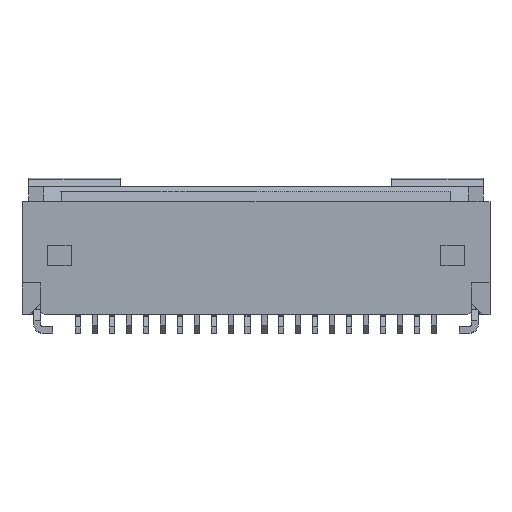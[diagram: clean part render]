
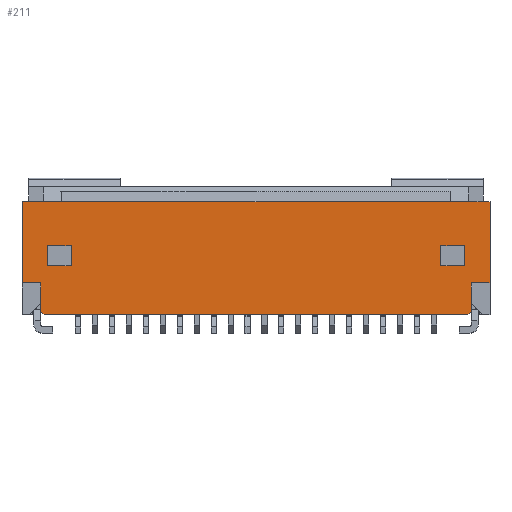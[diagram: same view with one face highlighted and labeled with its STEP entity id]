
A CAD part, top view. The second image highlights one B-rep face of the part: STEP entity #211.
In plain terms, the highlighted planar face has unit normal (0, 0, 1).
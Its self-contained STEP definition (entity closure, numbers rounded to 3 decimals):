
#211=ADVANCED_FACE('',(#1254,#1255,#1256),#1257,.T.);
#1254=FACE_OUTER_BOUND('',#3141,.T.);
#1255=FACE_BOUND('',#3142,.T.);
#1256=FACE_BOUND('',#3143,.T.);
#1257=PLANE('',#3144);
#3141=EDGE_LOOP('',(#5438,#5439,#5440,#5441,#5442,#5443,#5444,#5445,#5446,#5447,#5448,#5449,#5450,#5451));
#3142=EDGE_LOOP('',(#5452,#5453,#5454,#5455));
#3143=EDGE_LOOP('',(#5456,#5457,#5458,#5459));
#3144=AXIS2_PLACEMENT_3D('',#5460,#5461,#5462);
#5438=ORIENTED_EDGE('',*,*,#13430,.F.);
#5439=ORIENTED_EDGE('',*,*,#13431,.T.);
#5440=ORIENTED_EDGE('',*,*,#13237,.T.);
#5441=ORIENTED_EDGE('',*,*,#13432,.T.);
#5442=ORIENTED_EDGE('',*,*,#13433,.T.);
#5443=ORIENTED_EDGE('',*,*,#13434,.T.);
#5444=ORIENTED_EDGE('',*,*,#13435,.T.);
#5445=ORIENTED_EDGE('',*,*,#13424,.T.);
#5446=ORIENTED_EDGE('',*,*,#13365,.F.);
#5447=ORIENTED_EDGE('',*,*,#13436,.F.);
#5448=ORIENTED_EDGE('',*,*,#13201,.T.);
#5449=ORIENTED_EDGE('',*,*,#13421,.T.);
#5450=ORIENTED_EDGE('',*,*,#13437,.F.);
#5451=ORIENTED_EDGE('',*,*,#13438,.F.);
#5452=ORIENTED_EDGE('',*,*,#13439,.F.);
#5453=ORIENTED_EDGE('',*,*,#13440,.F.);
#5454=ORIENTED_EDGE('',*,*,#13441,.T.);
#5455=ORIENTED_EDGE('',*,*,#13442,.T.);
#5456=ORIENTED_EDGE('',*,*,#13443,.F.);
#5457=ORIENTED_EDGE('',*,*,#13444,.F.);
#5458=ORIENTED_EDGE('',*,*,#13445,.T.);
#5459=ORIENTED_EDGE('',*,*,#13446,.T.);
#5460=CARTESIAN_POINT('',(-6.9,3.34,1.4));
#5461=DIRECTION('',(0.0,0.0,1.0));
#5462=DIRECTION('',(1.0,0.0,0.0));
#13201=EDGE_CURVE('',#16110,#16108,#16111,.T.);
#13237=EDGE_CURVE('',#16178,#16179,#16180,.T.);
#13365=EDGE_CURVE('',#16425,#16427,#16428,.T.);
#13421=EDGE_CURVE('',#16108,#16523,#16525,.T.);
#13424=EDGE_CURVE('',#16527,#16427,#16530,.T.);
#13430=EDGE_CURVE('',#16539,#16540,#16541,.T.);
#13431=EDGE_CURVE('',#16539,#16178,#16542,.T.);
#13432=EDGE_CURVE('',#16179,#16543,#16544,.T.);
#13433=EDGE_CURVE('',#16543,#16545,#16546,.T.);
#13434=EDGE_CURVE('',#16545,#16547,#16548,.T.);
#13435=EDGE_CURVE('',#16547,#16527,#16549,.T.);
#13436=EDGE_CURVE('',#16110,#16425,#16550,.T.);
#13437=EDGE_CURVE('',#16551,#16523,#16552,.T.);
#13438=EDGE_CURVE('',#16540,#16551,#16553,.T.);
#13439=EDGE_CURVE('',#16554,#16555,#16556,.T.);
#13440=EDGE_CURVE('',#16557,#16554,#16558,.T.);
#13441=EDGE_CURVE('',#16557,#16559,#16560,.T.);
#13442=EDGE_CURVE('',#16559,#16555,#16561,.T.);
#13443=EDGE_CURVE('',#16562,#16563,#16564,.T.);
#13444=EDGE_CURVE('',#16565,#16562,#16566,.T.);
#13445=EDGE_CURVE('',#16565,#16567,#16568,.T.);
#13446=EDGE_CURVE('',#16567,#16563,#16569,.T.);
#16108=VERTEX_POINT('',#20647);
#16110=VERTEX_POINT('',#20650);
#16111=LINE('',#20651,#20652);
#16178=VERTEX_POINT('',#20753);
#16179=VERTEX_POINT('',#20754);
#16180=LINE('',#20755,#20756);
#16425=VERTEX_POINT('',#21126);
#16427=VERTEX_POINT('',#21129);
#16428=LINE('',#21130,#21131);
#16523=VERTEX_POINT('',#21280);
#16525=LINE('',#21283,#21284);
#16527=VERTEX_POINT('',#21286);
#16530=LINE('',#21291,#21292);
#16539=VERTEX_POINT('',#21306);
#16540=VERTEX_POINT('',#21307);
#16541=LINE('',#21308,#21309);
#16542=LINE('',#21310,#21311);
#16543=VERTEX_POINT('',#21312);
#16544=LINE('',#21313,#21314);
#16545=VERTEX_POINT('',#21315);
#16546=LINE('',#21316,#21317);
#16547=VERTEX_POINT('',#21318);
#16548=LINE('',#21319,#21320);
#16549=LINE('',#21321,#21322);
#16550=LINE('',#21323,#21324);
#16551=VERTEX_POINT('',#21325);
#16552=LINE('',#21326,#21327);
#16553=LINE('',#21328,#21329);
#16554=VERTEX_POINT('',#21330);
#16555=VERTEX_POINT('',#21331);
#16556=LINE('',#21332,#21333);
#16557=VERTEX_POINT('',#21334);
#16558=LINE('',#21335,#21336);
#16559=VERTEX_POINT('',#21337);
#16560=LINE('',#21338,#21339);
#16561=LINE('',#21340,#21341);
#16562=VERTEX_POINT('',#21342);
#16563=VERTEX_POINT('',#21343);
#16564=LINE('',#21344,#21345);
#16565=VERTEX_POINT('',#21346);
#16566=LINE('',#21347,#21348);
#16567=VERTEX_POINT('',#21349);
#16568=LINE('',#21350,#21351);
#16569=LINE('',#21352,#21353);
#20647=CARTESIAN_POINT('',(-6.9,0.94,1.4));
#20650=CARTESIAN_POINT('',(-6.9,3.34,1.4));
#20651=CARTESIAN_POINT('',(-6.9,3.34,1.4));
#20652=VECTOR('',#27579,2.4);
#20753=CARTESIAN_POINT('',(-6.25,0.0,1.4));
#20754=CARTESIAN_POINT('',(6.25,0.0,1.4));
#20755=CARTESIAN_POINT('',(-6.25,0.0,1.4));
#20756=VECTOR('',#27617,12.5);
#21126=CARTESIAN_POINT('',(6.9,3.34,1.4));
#21129=CARTESIAN_POINT('',(6.9,0.94,1.4));
#21130=CARTESIAN_POINT('',(6.9,3.34,1.4));
#21131=VECTOR('',#27747,2.4);
#21280=CARTESIAN_POINT('',(-6.35,0.94,1.4));
#21283=CARTESIAN_POINT('',(-6.9,0.94,1.4));
#21284=VECTOR('',#27803,0.55);
#21286=CARTESIAN_POINT('',(6.35,0.94,1.4));
#21291=CARTESIAN_POINT('',(6.35,0.94,1.4));
#21292=VECTOR('',#27806,0.55);
#21306=CARTESIAN_POINT('',(-6.35,0.1,1.4));
#21307=CARTESIAN_POINT('',(-6.35,0.17,1.4));
#21308=CARTESIAN_POINT('',(-6.35,0.1,1.4));
#21309=VECTOR('',#27812,0.07);
#21310=CARTESIAN_POINT('',(-6.35,0.1,1.4));
#21311=VECTOR('',#27813,0.141);
#21312=CARTESIAN_POINT('',(6.35,0.1,1.4));
#21313=CARTESIAN_POINT('',(6.25,0.0,1.4));
#21314=VECTOR('',#27814,0.141);
#21315=CARTESIAN_POINT('',(6.35,0.17,1.4));
#21316=CARTESIAN_POINT('',(6.35,0.1,1.4));
#21317=VECTOR('',#27815,0.07);
#21318=CARTESIAN_POINT('',(6.35,0.34,1.4));
#21319=CARTESIAN_POINT('',(6.35,0.17,1.4));
#21320=VECTOR('',#27816,0.17);
#21321=CARTESIAN_POINT('',(6.35,0.34,1.4));
#21322=VECTOR('',#27817,0.6);
#21323=CARTESIAN_POINT('',(-6.9,3.34,1.4));
#21324=VECTOR('',#27818,13.8);
#21325=CARTESIAN_POINT('',(-6.35,0.34,1.4));
#21326=CARTESIAN_POINT('',(-6.35,0.34,1.4));
#21327=VECTOR('',#27819,0.6);
#21328=CARTESIAN_POINT('',(-6.35,0.17,1.4));
#21329=VECTOR('',#27820,0.17);
#21330=CARTESIAN_POINT('',(6.15,1.44,1.4));
#21331=CARTESIAN_POINT('',(6.15,2.04,1.4));
#21332=CARTESIAN_POINT('',(6.15,1.44,1.4));
#21333=VECTOR('',#27821,0.6);
#21334=CARTESIAN_POINT('',(5.45,1.44,1.4));
#21335=CARTESIAN_POINT('',(5.45,1.44,1.4));
#21336=VECTOR('',#27822,0.7);
#21337=CARTESIAN_POINT('',(5.45,2.04,1.4));
#21338=CARTESIAN_POINT('',(5.45,1.44,1.4));
#21339=VECTOR('',#27823,0.6);
#21340=CARTESIAN_POINT('',(5.45,2.04,1.4));
#21341=VECTOR('',#27824,0.7);
#21342=CARTESIAN_POINT('',(-5.45,1.44,1.4));
#21343=CARTESIAN_POINT('',(-5.45,2.04,1.4));
#21344=CARTESIAN_POINT('',(-5.45,1.44,1.4));
#21345=VECTOR('',#27825,0.6);
#21346=CARTESIAN_POINT('',(-6.15,1.44,1.4));
#21347=CARTESIAN_POINT('',(-6.15,1.44,1.4));
#21348=VECTOR('',#27826,0.7);
#21349=CARTESIAN_POINT('',(-6.15,2.04,1.4));
#21350=CARTESIAN_POINT('',(-6.15,1.44,1.4));
#21351=VECTOR('',#27827,0.6);
#21352=CARTESIAN_POINT('',(-6.15,2.04,1.4));
#21353=VECTOR('',#27828,0.7);
#27579=DIRECTION('',(0.0,-1.0,0.0));
#27617=DIRECTION('',(1.0,0.0,0.0));
#27747=DIRECTION('',(0.0,-1.0,0.0));
#27803=DIRECTION('',(1.0,0.0,0.0));
#27806=DIRECTION('',(1.0,0.0,0.0));
#27812=DIRECTION('',(0.,1.0,0.0));
#27813=DIRECTION('',(0.707,-0.707,0.0));
#27814=DIRECTION('',(0.707,0.707,0.0));
#27815=DIRECTION('',(0.,1.0,0.0));
#27816=DIRECTION('',(0.,1.0,0.0));
#27817=DIRECTION('',(0.0,1.0,0.0));
#27818=DIRECTION('',(1.0,0.0,0.0));
#27819=DIRECTION('',(0.0,1.0,0.0));
#27820=DIRECTION('',(0.0,1.0,0.0));
#27821=DIRECTION('',(0.0,1.0,0.0));
#27822=DIRECTION('',(1.0,0.0,0.0));
#27823=DIRECTION('',(0.0,1.0,0.0));
#27824=DIRECTION('',(1.0,0.0,0.0));
#27825=DIRECTION('',(0.0,1.0,0.0));
#27826=DIRECTION('',(1.0,0.0,0.0));
#27827=DIRECTION('',(0.0,1.0,0.0));
#27828=DIRECTION('',(1.0,0.0,0.0));
